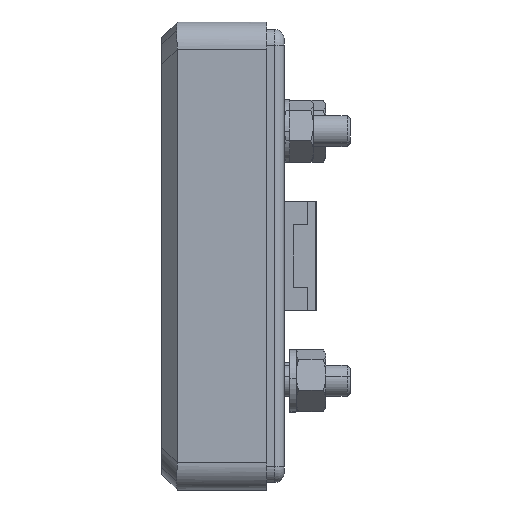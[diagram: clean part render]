
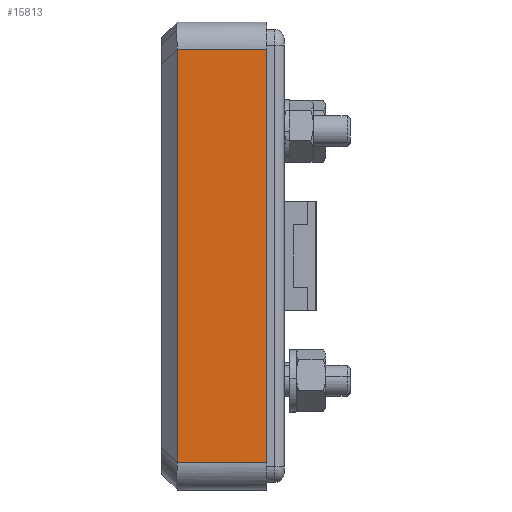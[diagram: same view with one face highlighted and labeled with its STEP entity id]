
A CAD part, left-side view. The second image highlights one B-rep face of the part: STEP entity #15813.
In plain terms, the highlighted planar face has unit normal (-1, 0, 0).
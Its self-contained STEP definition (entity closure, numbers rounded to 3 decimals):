
#3242 = VERTEX_POINT ( 'NONE', #16694 ) ;
#3697 = CARTESIAN_POINT ( 'NONE',  ( -74., 0., -26.5 ) ) ;
#3776 = CARTESIAN_POINT ( 'NONE',  ( -74., 11.5, -15. ) ) ;
#7641 = VECTOR ( 'NONE', #31897, 1000. ) ;
#7772 = VERTEX_POINT ( 'NONE', #11047 ) ;
#8044 = VECTOR ( 'NONE', #14750, 1000. ) ;
#8551 = ORIENTED_EDGE ( 'NONE', *, *, #30646, .F. ) ;
#8770 = CARTESIAN_POINT ( 'NONE',  ( -74., 0., -26.5 ) ) ;
#9351 = VERTEX_POINT ( 'NONE', #31295 ) ;
#10858 = LINE ( 'NONE', #3697, #8044 ) ;
#11047 = CARTESIAN_POINT ( 'NONE',  ( -74., 0., 26.5 ) ) ;
#12113 = ORIENTED_EDGE ( 'NONE', *, *, #35408, .F. ) ;
#14750 = DIRECTION ( 'NONE',  ( 0., 1., 0. ) ) ;
#15813 = ADVANCED_FACE ( 'NONE', ( #44120 ), #43891, .T. ) ;
#16694 = CARTESIAN_POINT ( 'NONE',  ( -74., 11.5, 26.5 ) ) ;
#16823 = DIRECTION ( 'NONE',  ( 0., -1., 0. ) ) ;
#17104 = EDGE_CURVE ( 'NONE', #7772, #17895, #45034, .T. ) ;
#17895 = VERTEX_POINT ( 'NONE', #8770 ) ;
#23843 = DIRECTION ( 'NONE',  ( 0., 0., -1. ) ) ;
#26402 = CARTESIAN_POINT ( 'NONE',  ( -74., 0., -30. ) ) ;
#26622 = DIRECTION ( 'NONE',  ( -1., 0., 0. ) ) ;
#26791 = VECTOR ( 'NONE', #16823, 1000. ) ;
#28132 = AXIS2_PLACEMENT_3D ( 'NONE', #26402, #26622, #40662 ) ;
#30617 = EDGE_LOOP ( 'NONE', ( #42327, #12113, #8551, #32260 ) ) ;
#30646 = EDGE_CURVE ( 'NONE', #17895, #9351, #10858, .T. ) ;
#31102 = LINE ( 'NONE', #34106, #26791 ) ;
#31295 = CARTESIAN_POINT ( 'NONE',  ( -74., 11.5, -26.5 ) ) ;
#31897 = DIRECTION ( 'NONE',  ( 0., 0., 1. ) ) ;
#32260 = ORIENTED_EDGE ( 'NONE', *, *, #17104, .F. ) ;
#34047 = VECTOR ( 'NONE', #23843, 1000. ) ;
#34106 = CARTESIAN_POINT ( 'NONE',  ( -74., 0., 26.5 ) ) ;
#35408 = EDGE_CURVE ( 'NONE', #9351, #3242, #39272, .T. ) ;
#37670 = CARTESIAN_POINT ( 'NONE',  ( -74., 0., 30. ) ) ;
#39272 = LINE ( 'NONE', #3776, #7641 ) ;
#40662 = DIRECTION ( 'NONE',  ( 0., 0., 1. ) ) ;
#42327 = ORIENTED_EDGE ( 'NONE', *, *, #42810, .F. ) ;
#42810 = EDGE_CURVE ( 'NONE', #3242, #7772, #31102, .T. ) ;
#43891 = PLANE ( 'NONE',  #28132 ) ;
#44120 = FACE_OUTER_BOUND ( 'NONE', #30617, .T. ) ;
#45034 = LINE ( 'NONE', #37670, #34047 ) ;
